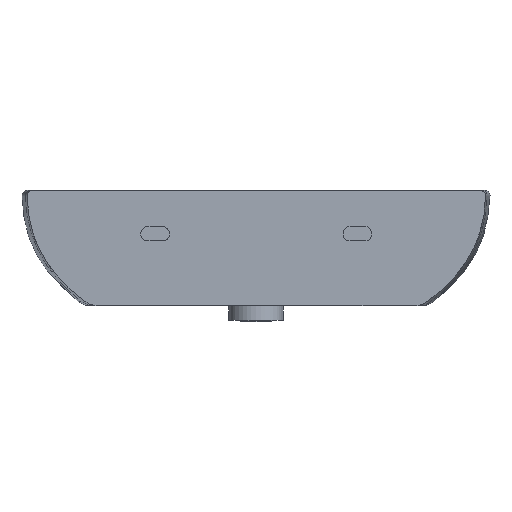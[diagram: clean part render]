
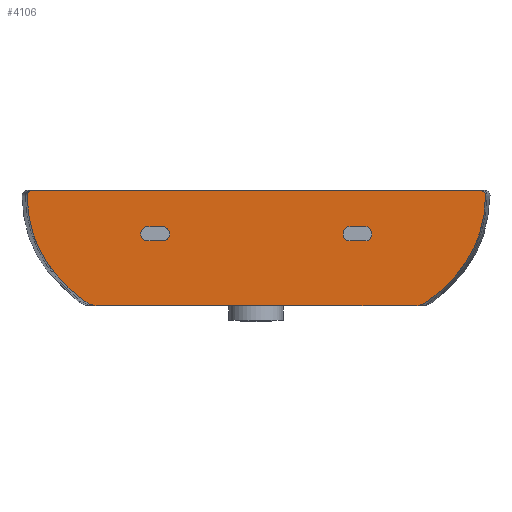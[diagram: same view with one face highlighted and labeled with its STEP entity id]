
A CAD part, left-side view. The second image highlights one B-rep face of the part: STEP entity #4106.
In plain terms, the highlighted face is planar.
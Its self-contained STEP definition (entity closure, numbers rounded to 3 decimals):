
#2672=CARTESIAN_POINT('',(310.9,0.,7.));
#2673=VERTEX_POINT('',#2672);
#2682=CARTESIAN_POINT('',(-310.9,0.,7.));
#2683=VERTEX_POINT('',#2682);
#2684=CARTESIAN_POINT('',(-310.9,0.,7.));
#2685=DIRECTION('',(1.0,0.0,0.0));
#2686=VECTOR('',#2685,621.801);
#2687=LINE('',#2684,#2686);
#2688=EDGE_CURVE('',#2683,#2673,#2687,.T.);
#2917=CARTESIAN_POINT('',(150.244,0.,-43.));
#2918=VERTEX_POINT('',#2917);
#2925=CARTESIAN_POINT('',(150.244,0.,-63.));
#2926=VERTEX_POINT('',#2925);
#2927=CARTESIAN_POINT('',(150.244,0.,-53.));
#2928=DIRECTION('',(0.0,-1.0,0.0));
#2929=DIRECTION('',(0.0,0.0,-1.0));
#2930=AXIS2_PLACEMENT_3D('',#2927,#2928,#2929);
#2931=CIRCLE('',#2930,10.0);
#2932=EDGE_CURVE('',#2926,#2918,#2931,.T.);
#2957=CARTESIAN_POINT('',(130.244,0.,-63.));
#2958=VERTEX_POINT('',#2957);
#2959=CARTESIAN_POINT('',(130.244,0.,-63.));
#2960=DIRECTION('',(1.0,0.0,0.0));
#2961=VECTOR('',#2960,20.);
#2962=LINE('',#2959,#2961);
#2963=EDGE_CURVE('',#2958,#2926,#2962,.T.);
#2989=CARTESIAN_POINT('',(130.244,0.,-43.));
#2990=VERTEX_POINT('',#2989);
#2991=CARTESIAN_POINT('',(130.244,0.,-53.));
#2992=DIRECTION('',(0.0,-1.0,0.0));
#2993=DIRECTION('',(0.0,0.0,1.0));
#2994=AXIS2_PLACEMENT_3D('',#2991,#2992,#2993);
#2995=CIRCLE('',#2994,10.0);
#2996=EDGE_CURVE('',#2990,#2958,#2995,.T.);
#3019=CARTESIAN_POINT('',(150.244,0.,-43.));
#3020=DIRECTION('',(-1.0,0.0,0.0));
#3021=VECTOR('',#3020,20.);
#3022=LINE('',#3019,#3021);
#3023=EDGE_CURVE('',#2918,#2990,#3022,.T.);
#3044=CARTESIAN_POINT('',(-130.244,0.,-63.));
#3045=VERTEX_POINT('',#3044);
#3052=CARTESIAN_POINT('',(-150.244,0.,-63.));
#3053=VERTEX_POINT('',#3052);
#3054=CARTESIAN_POINT('',(-150.244,0.,-63.));
#3055=DIRECTION('',(1.0,0.0,0.0));
#3056=VECTOR('',#3055,20.);
#3057=LINE('',#3054,#3056);
#3058=EDGE_CURVE('',#3053,#3045,#3057,.T.);
#3084=CARTESIAN_POINT('',(-150.244,0.,-43.));
#3085=VERTEX_POINT('',#3084);
#3086=CARTESIAN_POINT('',(-150.244,0.,-53.));
#3087=DIRECTION('',(0.0,-1.0,0.0));
#3088=DIRECTION('',(0.0,0.0,-1.0));
#3089=AXIS2_PLACEMENT_3D('',#3086,#3087,#3088);
#3090=CIRCLE('',#3089,10.0);
#3091=EDGE_CURVE('',#3085,#3053,#3090,.T.);
#3116=CARTESIAN_POINT('',(-130.244,0.,-43.));
#3117=VERTEX_POINT('',#3116);
#3118=CARTESIAN_POINT('',(-130.244,0.,-43.));
#3119=DIRECTION('',(-1.0,0.0,0.0));
#3120=VECTOR('',#3119,20.);
#3121=LINE('',#3118,#3120);
#3122=EDGE_CURVE('',#3117,#3085,#3121,.T.);
#3146=CARTESIAN_POINT('',(-130.244,0.,-53.));
#3147=DIRECTION('',(0.0,-1.0,0.0));
#3148=DIRECTION('',(0.0,0.0,1.0));
#3149=AXIS2_PLACEMENT_3D('',#3146,#3147,#3148);
#3150=CIRCLE('',#3149,10.0);
#3151=EDGE_CURVE('',#3045,#3117,#3150,.T.);
#3610=CARTESIAN_POINT('',(-218.823,0.,-153.0));
#3611=VERTEX_POINT('',#3610);
#3621=CARTESIAN_POINT('',(218.873,0.,-153.0));
#3622=VERTEX_POINT('',#3621);
#3623=CARTESIAN_POINT('',(-218.823,0.,-153.0));
#3624=DIRECTION('',(1.0,0.0,0.0));
#3625=VECTOR('',#3624,437.695);
#3626=LINE('',#3623,#3625);
#3627=EDGE_CURVE('',#3611,#3622,#3626,.T.);
#3778=CARTESIAN_POINT('',(317.905,0.,0.0));
#3779=VERTEX_POINT('',#3778);
#3780=CARTESIAN_POINT('',(310.9,0.,0.0));
#3781=DIRECTION('',(0.0,-1.0,0.0));
#3782=DIRECTION('',(1.0,0.0,0.0));
#3783=AXIS2_PLACEMENT_3D('',#3780,#3781,#3782);
#3784=ELLIPSE('',#3783,7.004,7.);
#3785=EDGE_CURVE('',#3779,#2673,#3784,.T.);
#4015=CARTESIAN_POINT('',(-317.905,0.,0.0));
#4016=VERTEX_POINT('',#4015);
#4017=CARTESIAN_POINT('',(-310.9,0.,0.0));
#4018=DIRECTION('',(0.0,-1.0,0.0));
#4019=DIRECTION('',(-1.0,0.0,0.0));
#4020=AXIS2_PLACEMENT_3D('',#4017,#4018,#4019);
#4021=ELLIPSE('',#4020,7.004,7.);
#4022=EDGE_CURVE('',#2683,#4016,#4021,.T.);
#4035=CARTESIAN_POINT('',(315.503,0.,0.0));
#4036=DIRECTION('',(0.0,1.0,0.0));
#4037=DIRECTION('',(0.0,0.0,1.0));
#4038=AXIS2_PLACEMENT_3D('',#4035,#4036,#4037);
#4039=PLANE('',#4038);
#4040=ORIENTED_EDGE('',*,*,#3785,.F.);
#4041=CARTESIAN_POINT('',(236.303,0.,-147.46));
#4042=VERTEX_POINT('',#4041);
#4043=CARTESIAN_POINT('',(317.905,0.,0.0));
#4044=CARTESIAN_POINT('',(317.497,0.,-25.321));
#4045=CARTESIAN_POINT('',(312.495,0.,-48.654));
#4046=CARTESIAN_POINT('',(289.568,0.,-99.655));
#4047=CARTESIAN_POINT('',(267.369,0.,-125.475));
#4048=CARTESIAN_POINT('',(236.303,0.,-147.46));
#4049=B_SPLINE_CURVE_WITH_KNOTS('',3,(#4043,#4044,#4045,#4046,#4047,#4048),.UNSPECIFIED.,.F.,.U.,(4,2,4),(0.0,0.399,0.953),.UNSPECIFIED.);
#4050=EDGE_CURVE('',#3779,#4042,#4049,.T.);
#4051=ORIENTED_EDGE('',*,*,#4050,.T.);
#4052=CARTESIAN_POINT('',(218.873,0.,-153.));
#4053=CARTESIAN_POINT('',(221.532,0.,-153.));
#4054=CARTESIAN_POINT('',(224.179,0.,-152.649));
#4055=CARTESIAN_POINT('',(226.743,0.,-151.957));
#4056=CARTESIAN_POINT('',(227.17,0.,-151.841));
#4057=CARTESIAN_POINT('',(227.594,0.,-151.717));
#4058=CARTESIAN_POINT('',(228.016,0.,-151.582));
#4059=CARTESIAN_POINT('',(230.973,0.,-150.642));
#4060=CARTESIAN_POINT('',(233.77,0.,-149.253));
#4061=CARTESIAN_POINT('',(236.303,0.,-147.46));
#4062=B_SPLINE_CURVE_WITH_KNOTS('',3,(#4052,#4053,#4054,#4055,#4056,#4057,#4058,#4059,#4060,#4061),.UNSPECIFIED.,.F.,.U.,(4,3,3,4),(0.0,0.798,0.931,1.862),.UNSPECIFIED.);
#4063=EDGE_CURVE('',#3622,#4042,#4062,.T.);
#4064=ORIENTED_EDGE('',*,*,#4063,.F.);
#4065=ORIENTED_EDGE('',*,*,#3627,.F.);
#4066=CARTESIAN_POINT('',(-236.246,0.,-147.466));
#4067=VERTEX_POINT('',#4066);
#4068=CARTESIAN_POINT('',(-236.246,0.,-147.466));
#4069=CARTESIAN_POINT('',(-233.713,0.,-149.257));
#4070=CARTESIAN_POINT('',(-230.918,0.,-150.644));
#4071=CARTESIAN_POINT('',(-227.962,0.,-151.584));
#4072=CARTESIAN_POINT('',(-227.54,0.,-151.718));
#4073=CARTESIAN_POINT('',(-227.115,0.,-151.843));
#4074=CARTESIAN_POINT('',(-226.689,0.,-151.958));
#4075=CARTESIAN_POINT('',(-224.126,0.,-152.65));
#4076=CARTESIAN_POINT('',(-221.481,0.,-153.0));
#4077=CARTESIAN_POINT('',(-218.823,0.,-153.0));
#4078=B_SPLINE_CURVE_WITH_KNOTS('',3,(#4068,#4069,#4070,#4071,#4072,#4073,#4074,#4075,#4076,#4077),.UNSPECIFIED.,.F.,.U.,(4,3,3,4),(0.0,0.931,1.063,1.861),.UNSPECIFIED.);
#4079=EDGE_CURVE('',#4067,#3611,#4078,.T.);
#4080=ORIENTED_EDGE('',*,*,#4079,.F.);
#4081=CARTESIAN_POINT('',(-317.905,0.,0.0));
#4082=CARTESIAN_POINT('',(-317.5,0.,-25.321));
#4083=CARTESIAN_POINT('',(-312.497,0.,-48.654));
#4084=CARTESIAN_POINT('',(-289.556,0.,-99.658));
#4085=CARTESIAN_POINT('',(-267.339,0.,-125.48));
#4086=CARTESIAN_POINT('',(-236.246,0.,-147.466));
#4087=B_SPLINE_CURVE_WITH_KNOTS('',3,(#4081,#4082,#4083,#4084,#4085,#4086),.UNSPECIFIED.,.F.,.U.,(4,2,4),(0.0,0.399,0.953),.UNSPECIFIED.);
#4088=EDGE_CURVE('',#4016,#4067,#4087,.T.);
#4089=ORIENTED_EDGE('',*,*,#4088,.F.);
#4090=ORIENTED_EDGE('',*,*,#4022,.F.);
#4091=ORIENTED_EDGE('',*,*,#2688,.T.);
#4092=EDGE_LOOP('',(#4040,#4051,#4064,#4065,#4080,#4089,#4090,#4091));
#4093=FACE_OUTER_BOUND('',#4092,.T.);
#4094=ORIENTED_EDGE('',*,*,#2996,.T.);
#4095=ORIENTED_EDGE('',*,*,#2963,.T.);
#4096=ORIENTED_EDGE('',*,*,#2932,.T.);
#4097=ORIENTED_EDGE('',*,*,#3023,.T.);
#4098=EDGE_LOOP('',(#4094,#4095,#4096,#4097));
#4099=FACE_BOUND('',#4098,.T.);
#4100=ORIENTED_EDGE('',*,*,#3122,.T.);
#4101=ORIENTED_EDGE('',*,*,#3091,.T.);
#4102=ORIENTED_EDGE('',*,*,#3058,.T.);
#4103=ORIENTED_EDGE('',*,*,#3151,.T.);
#4104=EDGE_LOOP('',(#4100,#4101,#4102,#4103));
#4105=FACE_BOUND('',#4104,.T.);
#4106=ADVANCED_FACE('',(#4093,#4099,#4105),#4039,.T.);
